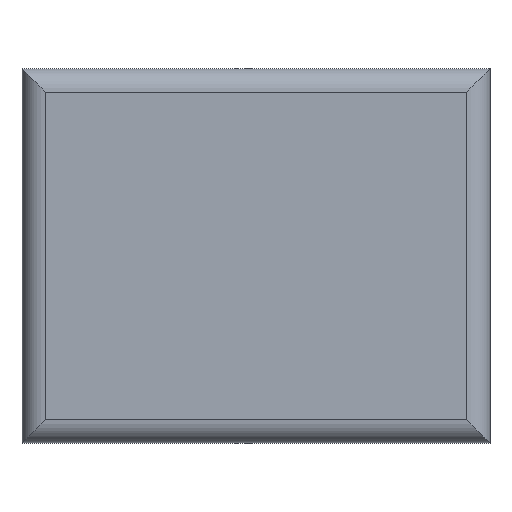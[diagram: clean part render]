
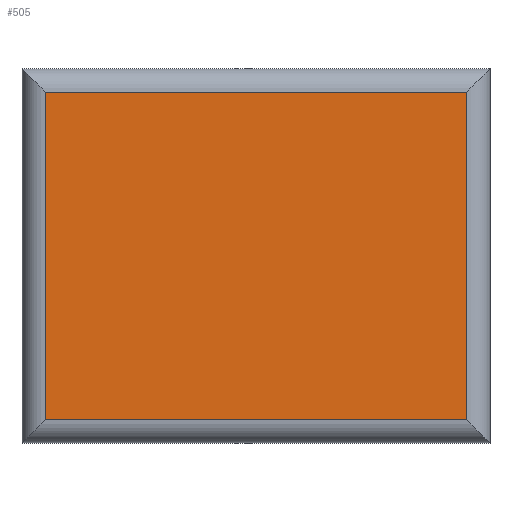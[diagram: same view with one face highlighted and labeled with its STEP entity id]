
A CAD part, top view. The second image highlights one B-rep face of the part: STEP entity #505.
In plain terms, the highlighted planar face has unit normal (0, 0, 1).
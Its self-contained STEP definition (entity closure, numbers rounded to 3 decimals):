
#72 = CYLINDRICAL_SURFACE('',#73,0.1);
#73 = AXIS2_PLACEMENT_3D('',#74,#75,#76);
#74 = CARTESIAN_POINT('',(-0.9,0.8,0.4));
#75 = DIRECTION('',(0.,-1.,0.));
#76 = DIRECTION('',(-1.,-0.,0.));
#185 = CYLINDRICAL_SURFACE('',#186,0.1);
#186 = AXIS2_PLACEMENT_3D('',#187,#188,#189);
#187 = CARTESIAN_POINT('',(1.,0.7,0.4));
#188 = DIRECTION('',(-1.,0.,0.));
#189 = DIRECTION('',(0.,1.,-0.));
#223 = VERTEX_POINT('',#224);
#224 = CARTESIAN_POINT('',(-0.9,0.7,0.5));
#254 = EDGE_CURVE('',#223,#255,#257,.T.);
#255 = VERTEX_POINT('',#256);
#256 = CARTESIAN_POINT('',(-0.9,-0.7,0.5));
#257 = SURFACE_CURVE('',#258,(#262,#269),.PCURVE_S1.);
#258 = LINE('',#259,#260);
#259 = CARTESIAN_POINT('',(-0.9,0.8,0.5));
#260 = VECTOR('',#261,1.);
#261 = DIRECTION('',(0.,-1.,0.));
#262 = PCURVE('',#72,#263);
#263 = DEFINITIONAL_REPRESENTATION('',(#264),#268);
#264 = LINE('',#265,#266);
#265 = CARTESIAN_POINT('',(-1.571,0.));
#266 = VECTOR('',#267,1.);
#267 = DIRECTION('',(-0.,1.));
#268 = ( GEOMETRIC_REPRESENTATION_CONTEXT(2) 
PARAMETRIC_REPRESENTATION_CONTEXT() REPRESENTATION_CONTEXT('2D SPACE',''
  ) );
#269 = PCURVE('',#270,#275);
#270 = PLANE('',#271);
#271 = AXIS2_PLACEMENT_3D('',#272,#273,#274);
#272 = CARTESIAN_POINT('',(0.,0.,0.5));
#273 = DIRECTION('',(0.,0.,1.));
#274 = DIRECTION('',(1.,0.,0.));
#275 = DEFINITIONAL_REPRESENTATION('',(#276),#280);
#276 = LINE('',#277,#278);
#277 = CARTESIAN_POINT('',(-0.9,0.8));
#278 = VECTOR('',#279,1.);
#279 = DIRECTION('',(0.,-1.));
#280 = ( GEOMETRIC_REPRESENTATION_CONTEXT(2) 
PARAMETRIC_REPRESENTATION_CONTEXT() REPRESENTATION_CONTEXT('2D SPACE',''
  ) );
#301 = CYLINDRICAL_SURFACE('',#302,0.1);
#302 = AXIS2_PLACEMENT_3D('',#303,#304,#305);
#303 = CARTESIAN_POINT('',(-1.,-0.7,0.4));
#304 = DIRECTION('',(1.,0.,0.));
#305 = DIRECTION('',(0.,-1.,-0.));
#434 = CYLINDRICAL_SURFACE('',#435,0.1);
#435 = AXIS2_PLACEMENT_3D('',#436,#437,#438);
#436 = CARTESIAN_POINT('',(0.9,-0.8,0.4));
#437 = DIRECTION('',(0.,1.,0.));
#438 = DIRECTION('',(1.,0.,-0.));
#452 = VERTEX_POINT('',#453);
#453 = CARTESIAN_POINT('',(0.9,0.7,0.5));
#483 = EDGE_CURVE('',#452,#223,#484,.T.);
#484 = SURFACE_CURVE('',#485,(#489,#496),.PCURVE_S1.);
#485 = LINE('',#486,#487);
#486 = CARTESIAN_POINT('',(1.,0.7,0.5));
#487 = VECTOR('',#488,1.);
#488 = DIRECTION('',(-1.,0.,0.));
#489 = PCURVE('',#185,#490);
#490 = DEFINITIONAL_REPRESENTATION('',(#491),#495);
#491 = LINE('',#492,#493);
#492 = CARTESIAN_POINT('',(-1.571,0.));
#493 = VECTOR('',#494,1.);
#494 = DIRECTION('',(-0.,1.));
#495 = ( GEOMETRIC_REPRESENTATION_CONTEXT(2) 
PARAMETRIC_REPRESENTATION_CONTEXT() REPRESENTATION_CONTEXT('2D SPACE',''
  ) );
#496 = PCURVE('',#270,#497);
#497 = DEFINITIONAL_REPRESENTATION('',(#498),#502);
#498 = LINE('',#499,#500);
#499 = CARTESIAN_POINT('',(1.,0.7));
#500 = VECTOR('',#501,1.);
#501 = DIRECTION('',(-1.,0.));
#502 = ( GEOMETRIC_REPRESENTATION_CONTEXT(2) 
PARAMETRIC_REPRESENTATION_CONTEXT() REPRESENTATION_CONTEXT('2D SPACE',''
  ) );
#505 = ADVANCED_FACE('',(#506),#270,.T.);
#506 = FACE_BOUND('',#507,.T.);
#507 = EDGE_LOOP('',(#508,#509,#532,#553));
#508 = ORIENTED_EDGE('',*,*,#254,.T.);
#509 = ORIENTED_EDGE('',*,*,#510,.T.);
#510 = EDGE_CURVE('',#255,#511,#513,.T.);
#511 = VERTEX_POINT('',#512);
#512 = CARTESIAN_POINT('',(0.9,-0.7,0.5));
#513 = SURFACE_CURVE('',#514,(#518,#525),.PCURVE_S1.);
#514 = LINE('',#515,#516);
#515 = CARTESIAN_POINT('',(-1.,-0.7,0.5));
#516 = VECTOR('',#517,1.);
#517 = DIRECTION('',(1.,0.,0.));
#518 = PCURVE('',#270,#519);
#519 = DEFINITIONAL_REPRESENTATION('',(#520),#524);
#520 = LINE('',#521,#522);
#521 = CARTESIAN_POINT('',(-1.,-0.7));
#522 = VECTOR('',#523,1.);
#523 = DIRECTION('',(1.,0.));
#524 = ( GEOMETRIC_REPRESENTATION_CONTEXT(2) 
PARAMETRIC_REPRESENTATION_CONTEXT() REPRESENTATION_CONTEXT('2D SPACE',''
  ) );
#525 = PCURVE('',#301,#526);
#526 = DEFINITIONAL_REPRESENTATION('',(#527),#531);
#527 = LINE('',#528,#529);
#528 = CARTESIAN_POINT('',(-1.571,0.));
#529 = VECTOR('',#530,1.);
#530 = DIRECTION('',(-0.,1.));
#531 = ( GEOMETRIC_REPRESENTATION_CONTEXT(2) 
PARAMETRIC_REPRESENTATION_CONTEXT() REPRESENTATION_CONTEXT('2D SPACE',''
  ) );
#532 = ORIENTED_EDGE('',*,*,#533,.T.);
#533 = EDGE_CURVE('',#511,#452,#534,.T.);
#534 = SURFACE_CURVE('',#535,(#539,#546),.PCURVE_S1.);
#535 = LINE('',#536,#537);
#536 = CARTESIAN_POINT('',(0.9,-0.8,0.5));
#537 = VECTOR('',#538,1.);
#538 = DIRECTION('',(0.,1.,0.));
#539 = PCURVE('',#270,#540);
#540 = DEFINITIONAL_REPRESENTATION('',(#541),#545);
#541 = LINE('',#542,#543);
#542 = CARTESIAN_POINT('',(0.9,-0.8));
#543 = VECTOR('',#544,1.);
#544 = DIRECTION('',(0.,1.));
#545 = ( GEOMETRIC_REPRESENTATION_CONTEXT(2) 
PARAMETRIC_REPRESENTATION_CONTEXT() REPRESENTATION_CONTEXT('2D SPACE',''
  ) );
#546 = PCURVE('',#434,#547);
#547 = DEFINITIONAL_REPRESENTATION('',(#548),#552);
#548 = LINE('',#549,#550);
#549 = CARTESIAN_POINT('',(-1.571,0.));
#550 = VECTOR('',#551,1.);
#551 = DIRECTION('',(-0.,1.));
#552 = ( GEOMETRIC_REPRESENTATION_CONTEXT(2) 
PARAMETRIC_REPRESENTATION_CONTEXT() REPRESENTATION_CONTEXT('2D SPACE',''
  ) );
#553 = ORIENTED_EDGE('',*,*,#483,.T.);
